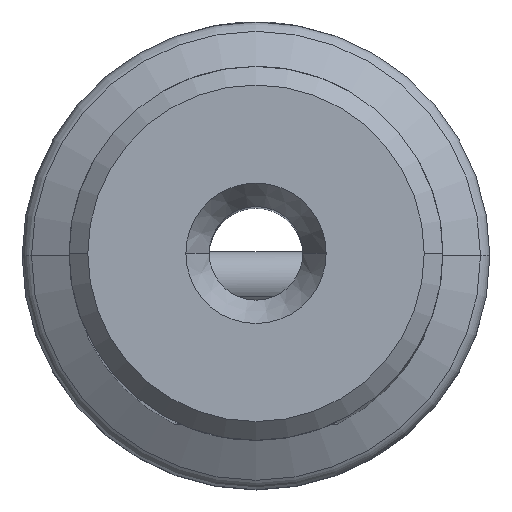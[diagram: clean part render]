
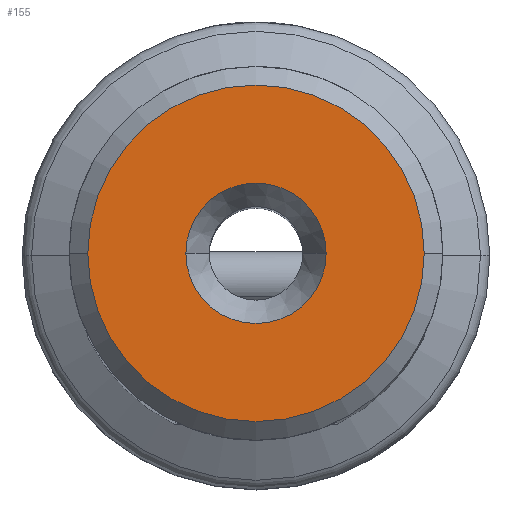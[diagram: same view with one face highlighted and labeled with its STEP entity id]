
A CAD part, top view. The second image highlights one B-rep face of the part: STEP entity #155.
In plain terms, the highlighted planar face has unit normal (0, 0, 1).
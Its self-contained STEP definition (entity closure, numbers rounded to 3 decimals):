
#41=PLANE('',#1847);
#78=FACE_BOUND('',#398,.T.);
#79=FACE_BOUND('',#399,.T.);
#155=ADVANCED_FACE('',(#78,#79),#41,.F.);
#398=EDGE_LOOP('',(#821,#822));
#399=EDGE_LOOP('',(#823,#824));
#499=CIRCLE('',#1769,8.993);
#502=CIRCLE('',#1773,3.75);
#543=CIRCLE('',#1844,3.75);
#544=CIRCLE('',#1846,8.993);
#821=ORIENTED_EDGE('',*,*,#1302,.F.);
#822=ORIENTED_EDGE('',*,*,#1419,.F.);
#823=ORIENTED_EDGE('',*,*,#1308,.T.);
#824=ORIENTED_EDGE('',*,*,#1418,.T.);
#1136=VERTEX_POINT('',#2687);
#1137=VERTEX_POINT('',#2688);
#1142=VERTEX_POINT('',#2699);
#1143=VERTEX_POINT('',#2701);
#1302=EDGE_CURVE('',#1136,#1137,#499,.T.);
#1308=EDGE_CURVE('',#1143,#1142,#502,.T.);
#1418=EDGE_CURVE('',#1142,#1143,#543,.T.);
#1419=EDGE_CURVE('',#1137,#1136,#544,.T.);
#1769=AXIS2_PLACEMENT_3D('',#2686,#2041,#2042);
#1773=AXIS2_PLACEMENT_3D('',#2700,#2052,#2053);
#1844=AXIS2_PLACEMENT_3D('',#3115,#2240,#2241);
#1846=AXIS2_PLACEMENT_3D('',#3117,#2244,#2245);
#1847=AXIS2_PLACEMENT_3D('',#3118,#2246,#2247);
#2041=DIRECTION('',(0.,0.,-1.));
#2042=DIRECTION('',(-1.,0.,0.));
#2052=DIRECTION('',(0.,0.,-1.));
#2053=DIRECTION('',(-1.,0.,0.));
#2240=DIRECTION('',(0.,0.,-1.));
#2241=DIRECTION('',(-1.,0.,0.));
#2244=DIRECTION('',(0.,0.,-1.));
#2245=DIRECTION('',(-1.,0.,0.));
#2246=DIRECTION('',(0.,0.,-1.));
#2247=DIRECTION('',(1.,0.,0.));
#2686=CARTESIAN_POINT('',(0.,0.,0.));
#2687=CARTESIAN_POINT('',(-8.993,0.,0.));
#2688=CARTESIAN_POINT('',(8.993,0.,0.));
#2699=CARTESIAN_POINT('',(-3.75,0.,0.));
#2700=CARTESIAN_POINT('',(0.,0.,0.));
#2701=CARTESIAN_POINT('',(3.75,0.,0.));
#3115=CARTESIAN_POINT('',(0.,0.,0.));
#3117=CARTESIAN_POINT('',(0.,0.,0.));
#3118=CARTESIAN_POINT('',(0.,8.993,0.));
